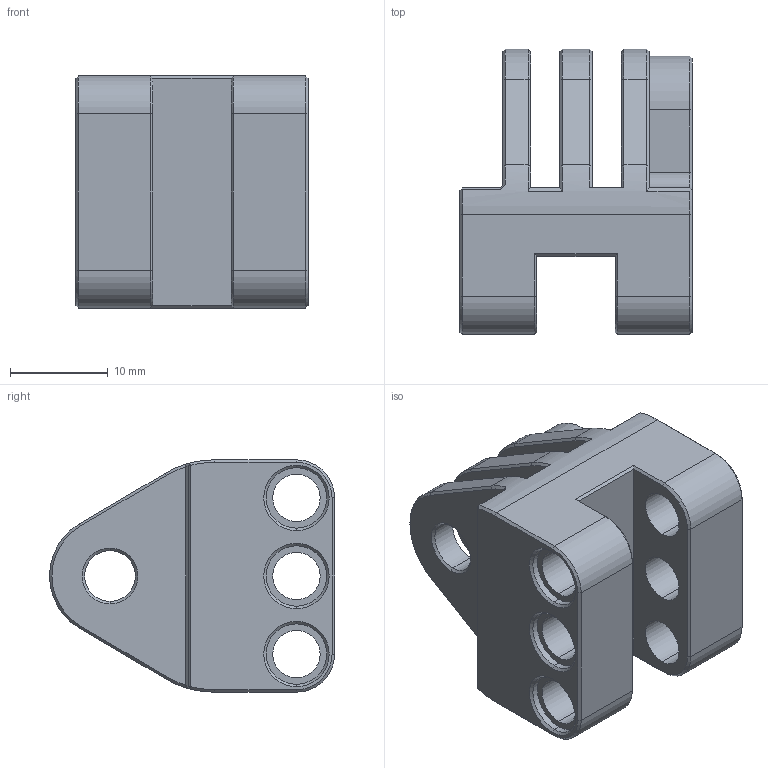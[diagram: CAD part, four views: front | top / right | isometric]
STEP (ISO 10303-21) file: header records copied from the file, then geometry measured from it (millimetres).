
FILE_DESCRIPTION (( 'STEP AP214' ), '1' );
FILE_NAME ('gopro-lego-mount.STEP', '2016-11-27T16:15:52', ( '' ), ( '' ), 'SwSTEP 2.0', 'SolidWorks 2014', '' );
FILE_SCHEMA (( 'AUTOMOTIVE_DESIGN' ));
Length unit declared in the file: millimetre
Products named in the file (1): gopro-lego-mount
Bounding box: 23.8 x 29.2 x 23.8 mm (x, y, z)
Volume: 7975.3 mm3; surface area: 4807.6 mm2
Topology: 1 solids, 1 shells, 197 faces, 471 edges, 283 vertices
Faces by surface type: plane 87, cone 56, cylinder 52, bspline 2
Entity records: 5751 total; most frequent: CARTESIAN_POINT 1078, DIRECTION 999, ORIENTED_EDGE 942, EDGE_CURVE 471, AXIS2_PLACEMENT_3D 368, VERTEX_POINT 283, VECTOR 263, LINE 263
